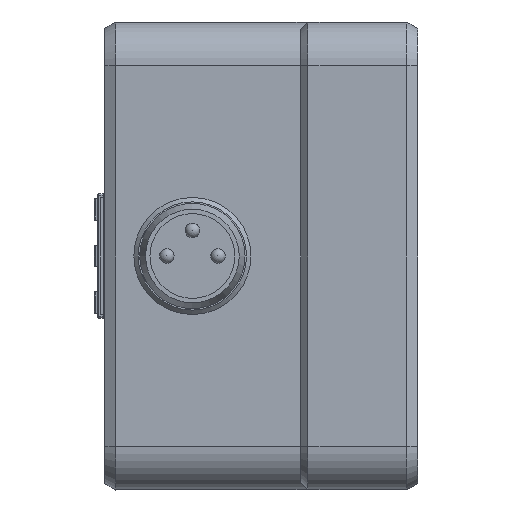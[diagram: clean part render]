
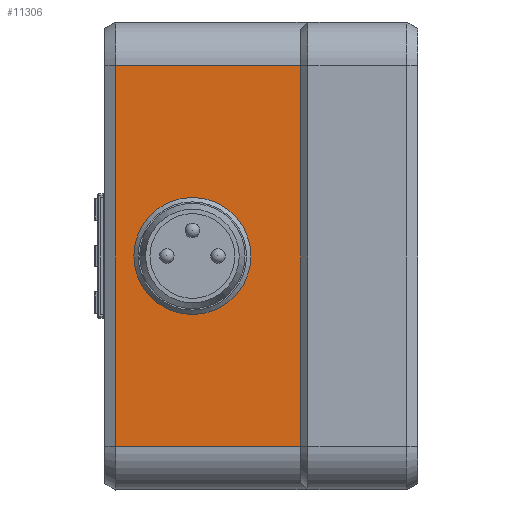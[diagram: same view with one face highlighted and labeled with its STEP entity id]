
A CAD part, left-side view. The second image highlights one B-rep face of the part: STEP entity #11306.
In plain terms, the highlighted planar face has unit normal (-1, 0, 0).
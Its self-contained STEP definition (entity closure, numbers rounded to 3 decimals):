
#166=FACE_BOUND('',#2163,.T.);
#263=CIRCLE('',#11545,3.35);
#865=PLANE('',#12372);
#1477=FACE_OUTER_BOUND('',#2162,.T.);
#2162=EDGE_LOOP('',(#9367,#9368,#9369,#9370));
#2163=EDGE_LOOP('',(#9371));
#3044=LINE('',#18560,#4055);
#3101=LINE('',#18738,#4112);
#3126=LINE('',#18814,#4137);
#3127=LINE('',#18815,#4138);
#4055=VECTOR('',#14823,10.);
#4112=VECTOR('',#15006,10.);
#4137=VECTOR('',#15081,10.);
#4138=VECTOR('',#15082,10.);
#4475=VERTEX_POINT('',#16061);
#5116=VERTEX_POINT('',#18557);
#5117=VERTEX_POINT('',#18559);
#5168=VERTEX_POINT('',#18735);
#5169=VERTEX_POINT('',#18737);
#5469=EDGE_CURVE('',#4475,#4475,#263,.T.);
#6502=EDGE_CURVE('',#5117,#5116,#3044,.T.);
#6585=EDGE_CURVE('',#5168,#5169,#3101,.T.);
#6624=EDGE_CURVE('',#5169,#5116,#3126,.T.);
#6625=EDGE_CURVE('',#5117,#5168,#3127,.T.);
#9367=ORIENTED_EDGE('',*,*,#6502,.T.);
#9368=ORIENTED_EDGE('',*,*,#6624,.F.);
#9369=ORIENTED_EDGE('',*,*,#6585,.F.);
#9370=ORIENTED_EDGE('',*,*,#6625,.F.);
#9371=ORIENTED_EDGE('',*,*,#5469,.T.);
#11306=ADVANCED_FACE('',(#1477,#166),#865,.F.);
#11545=AXIS2_PLACEMENT_3D('',#16062,#12708,#12709);
#12372=AXIS2_PLACEMENT_3D('',#18813,#15079,#15080);
#12708=DIRECTION('center_axis',(1.,0.,0.));
#12709=DIRECTION('ref_axis',(0.,0.,
-1.));
#14823=DIRECTION('',(0.,0.,1.));
#15006=DIRECTION('',(0.,0.,1.));
#15079=DIRECTION('center_axis',(1.,0.,0.));
#15080=DIRECTION('ref_axis',(0.,0.,-1.));
#15081=DIRECTION('',(0.,-1.,0.));
#15082=DIRECTION('',(0.,1.,0.));
#16061=CARTESIAN_POINT('',(-46.,1.5,-12.65));
#16062=CARTESIAN_POINT('Origin',(-46.,1.5,-16.));
#18557=CARTESIAN_POINT('',(-46.,-5.9,-3.));
#18559=CARTESIAN_POINT('',(-46.,-5.9,-29.));
#18560=CARTESIAN_POINT('',(-46.,-5.9,-15.892));
#18735=CARTESIAN_POINT('',(-46.,6.75,-29.));
#18737=CARTESIAN_POINT('',(-46.,6.75,-3.));
#18738=CARTESIAN_POINT('',(-46.,6.75,-15.892));
#18813=CARTESIAN_POINT('Origin',(-46.,7.125,-31.783));
#18814=CARTESIAN_POINT('',(-46.,-3.75,-3.));
#18815=CARTESIAN_POINT('',(-46.,-3.75,-29.));
